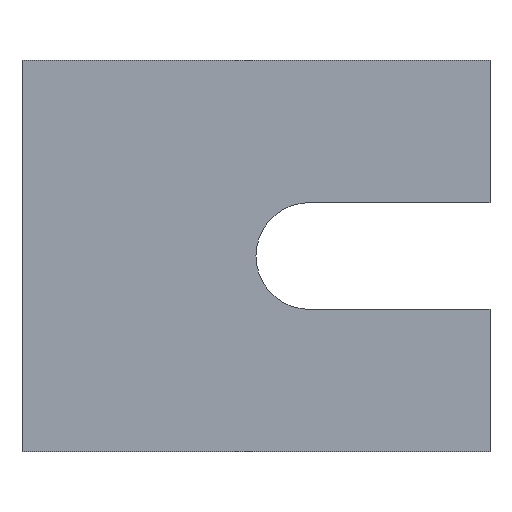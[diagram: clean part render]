
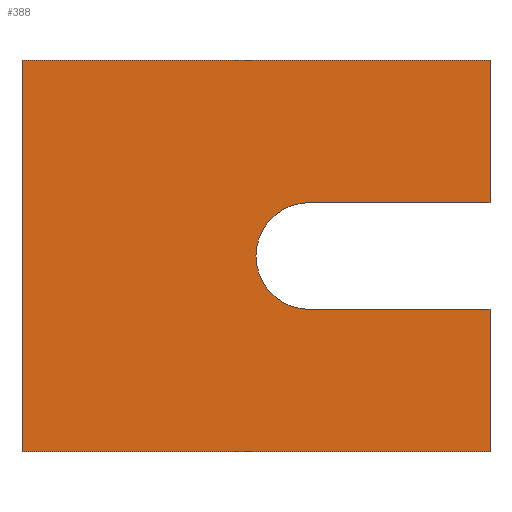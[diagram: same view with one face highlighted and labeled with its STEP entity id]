
A CAD part, front view. The second image highlights one B-rep face of the part: STEP entity #388.
In plain terms, the highlighted planar face has unit normal (0, -1, 0).
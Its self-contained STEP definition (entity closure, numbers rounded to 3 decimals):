
#15=CIRCLE('',#422,1.5);
#31=FACE_OUTER_BOUND('',#52,.T.);
#52=EDGE_LOOP('',(#307,#308,#309,#310,#311,#312,#313,#314));
#89=LINE('',#594,#140);
#95=LINE('',#609,#146);
#97=LINE('',#613,#148);
#98=LINE('',#615,#149);
#99=LINE('',#617,#150);
#100=LINE('',#619,#151);
#101=LINE('',#620,#152);
#140=VECTOR('',#486,10.);
#146=VECTOR('',#500,10.);
#148=VECTOR('',#504,10.);
#149=VECTOR('',#505,10.);
#150=VECTOR('',#506,10.);
#151=VECTOR('',#507,10.);
#152=VECTOR('',#508,10.);
#181=VERTEX_POINT('',#591);
#182=VERTEX_POINT('',#593);
#184=VERTEX_POINT('',#599);
#187=VERTEX_POINT('',#607);
#188=VERTEX_POINT('',#612);
#189=VERTEX_POINT('',#614);
#190=VERTEX_POINT('',#616);
#191=VERTEX_POINT('',#618);
#225=EDGE_CURVE('',#182,#181,#89,.T.);
#228=EDGE_CURVE('',#181,#184,#15,.T.);
#233=EDGE_CURVE('',#184,#187,#95,.T.);
#235=EDGE_CURVE('',#187,#188,#97,.T.);
#236=EDGE_CURVE('',#188,#189,#98,.T.);
#237=EDGE_CURVE('',#189,#190,#99,.T.);
#238=EDGE_CURVE('',#190,#191,#100,.T.);
#239=EDGE_CURVE('',#191,#182,#101,.T.);
#307=ORIENTED_EDGE('',*,*,#225,.T.);
#308=ORIENTED_EDGE('',*,*,#228,.T.);
#309=ORIENTED_EDGE('',*,*,#233,.T.);
#310=ORIENTED_EDGE('',*,*,#235,.T.);
#311=ORIENTED_EDGE('',*,*,#236,.T.);
#312=ORIENTED_EDGE('',*,*,#237,.T.);
#313=ORIENTED_EDGE('',*,*,#238,.T.);
#314=ORIENTED_EDGE('',*,*,#239,.T.);
#367=PLANE('',#425);
#388=ADVANCED_FACE('',(#31),#367,.T.);
#422=AXIS2_PLACEMENT_3D('',#600,#491,#492);
#425=AXIS2_PLACEMENT_3D('',#611,#502,#503);
#486=DIRECTION('',(-1.,0.,0.));
#491=DIRECTION('center_axis',(0.,1.,0.));
#492=DIRECTION('ref_axis',(0.,0.,-1.));
#500=DIRECTION('',(1.,0.,0.));
#502=DIRECTION('center_axis',(0.,-1.,0.));
#503=DIRECTION('ref_axis',(0.,0.,-1.));
#504=DIRECTION('',(0.,0.,1.));
#505=DIRECTION('',(-1.,0.,0.));
#506=DIRECTION('',(0.,0.,-1.));
#507=DIRECTION('',(1.,0.,0.));
#508=DIRECTION('',(0.,0.,1.));
#591=CARTESIAN_POINT('',(6.425,-0.6,-6.498));
#593=CARTESIAN_POINT('',(11.5,-0.6,-6.498));
#594=CARTESIAN_POINT('',(8.213,-0.6,-6.498));
#599=CARTESIAN_POINT('',(6.425,-0.6,-3.498));
#600=CARTESIAN_POINT('Origin',(6.425,-0.6,-4.998));
#607=CARTESIAN_POINT('',(11.5,-0.6,-3.498));
#609=CARTESIAN_POINT('',(5.675,-0.6,-3.498));
#611=CARTESIAN_POINT('Origin',(4.925,-0.6,-4.998));
#612=CARTESIAN_POINT('',(11.5,-0.6,0.503));
#613=CARTESIAN_POINT('',(11.5,-0.6,0.503));
#614=CARTESIAN_POINT('',(-1.65,-0.6,0.503));
#615=CARTESIAN_POINT('',(-1.65,-0.6,0.503));
#616=CARTESIAN_POINT('',(-1.65,-0.6,-10.498));
#617=CARTESIAN_POINT('',(-1.65,-0.6,0.503));
#618=CARTESIAN_POINT('',(11.5,-0.6,-10.498));
#619=CARTESIAN_POINT('',(-1.65,-0.6,-10.498));
#620=CARTESIAN_POINT('',(11.5,-0.6,0.503));
